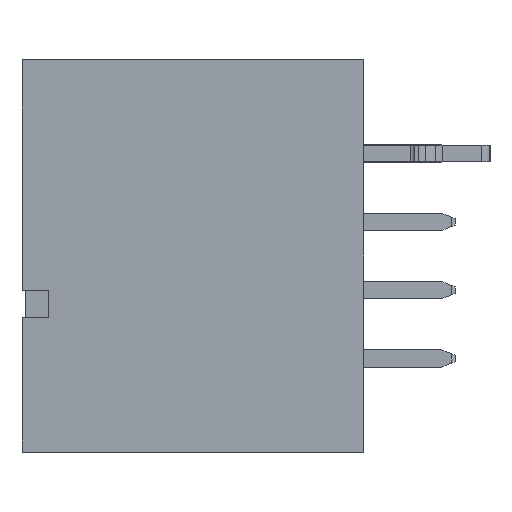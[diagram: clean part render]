
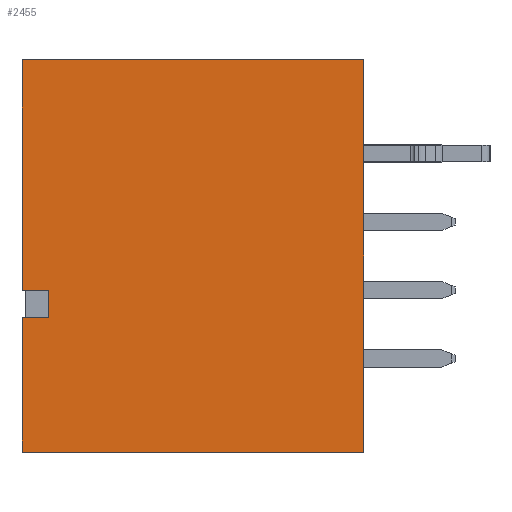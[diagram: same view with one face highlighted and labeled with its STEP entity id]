
A CAD part, left-side view. The second image highlights one B-rep face of the part: STEP entity #2455.
In plain terms, the highlighted planar face has unit normal (-1, 0, 0).
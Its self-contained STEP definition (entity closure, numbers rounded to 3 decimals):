
#2384=CARTESIAN_POINT('',(-11.43,8.255,-7.29));
#2385=DIRECTION('',(0.,-1.,0.));
#2386=DIRECTION('',(-1.,0.,0.));
#2387=AXIS2_PLACEMENT_3D('',#2384,#2386,#2385);
#2388=PLANE('',#2387);
#2389=CARTESIAN_POINT('',(-11.43,7.255,-2.275));
#2390=VERTEX_POINT('',#2389);
#2391=CARTESIAN_POINT('',(-11.43,8.255,-2.275));
#2392=VERTEX_POINT('',#2391);
#2393=CARTESIAN_POINT('',(-11.43,7.255,-2.275));
#2394=DIRECTION('',(0.,1.,0.));
#2395=VECTOR('',#2394,1.);
#2396=LINE('',#2393,#2395);
#2397=EDGE_CURVE('',#2390,#2392,#2396,.T.);
#2398=ORIENTED_EDGE('',*,*,#2397,.T.);
#2399=CARTESIAN_POINT('',(-11.43,8.255,-7.29));
#2400=VERTEX_POINT('',#2399);
#2401=CARTESIAN_POINT('',(-11.43,8.255,-2.275));
#2402=DIRECTION('',(0.,0.,-1.));
#2403=VECTOR('',#2402,5.015);
#2404=LINE('',#2401,#2403);
#2405=EDGE_CURVE('',#2392,#2400,#2404,.T.);
#2406=ORIENTED_EDGE('',*,*,#2405,.T.);
#2407=CARTESIAN_POINT('',(-11.43,-4.445,-7.29));
#2408=VERTEX_POINT('',#2407);
#2409=CARTESIAN_POINT('',(-11.43,8.255,-7.29));
#2410=DIRECTION('',(0.,-1.,0.));
#2411=VECTOR('',#2410,12.7);
#2412=LINE('',#2409,#2411);
#2413=EDGE_CURVE('',#2400,#2408,#2412,.T.);
#2414=ORIENTED_EDGE('',*,*,#2413,.T.);
#2415=CARTESIAN_POINT('',(-11.43,-4.445,7.29));
#2416=VERTEX_POINT('',#2415);
#2417=CARTESIAN_POINT('',(-11.43,-4.445,-7.29));
#2418=DIRECTION('',(0.,0.,1.));
#2419=VECTOR('',#2418,14.58);
#2420=LINE('',#2417,#2419);
#2421=EDGE_CURVE('',#2408,#2416,#2420,.T.);
#2422=ORIENTED_EDGE('',*,*,#2421,.T.);
#2423=CARTESIAN_POINT('',(-11.43,8.255,7.29));
#2424=VERTEX_POINT('',#2423);
#2425=CARTESIAN_POINT('',(-11.43,-4.445,7.29));
#2426=DIRECTION('',(0.,1.,0.));
#2427=VECTOR('',#2426,12.7);
#2428=LINE('',#2425,#2427);
#2429=EDGE_CURVE('',#2416,#2424,#2428,.T.);
#2430=ORIENTED_EDGE('',*,*,#2429,.T.);
#2431=CARTESIAN_POINT('',(-11.43,8.255,-1.275));
#2432=VERTEX_POINT('',#2431);
#2433=CARTESIAN_POINT('',(-11.43,8.255,7.29));
#2434=DIRECTION('',(0.,0.,-1.));
#2435=VECTOR('',#2434,8.565);
#2436=LINE('',#2433,#2435);
#2437=EDGE_CURVE('',#2424,#2432,#2436,.T.);
#2438=ORIENTED_EDGE('',*,*,#2437,.T.);
#2439=CARTESIAN_POINT('',(-11.43,7.255,-1.275));
#2440=VERTEX_POINT('',#2439);
#2441=CARTESIAN_POINT('',(-11.43,8.255,-1.275));
#2442=DIRECTION('',(0.,-1.,0.));
#2443=VECTOR('',#2442,1.);
#2444=LINE('',#2441,#2443);
#2445=EDGE_CURVE('',#2432,#2440,#2444,.T.);
#2446=ORIENTED_EDGE('',*,*,#2445,.T.);
#2447=CARTESIAN_POINT('',(-11.43,7.255,-1.275));
#2448=DIRECTION('',(0.,0.,-1.));
#2449=VECTOR('',#2448,1.);
#2450=LINE('',#2447,#2449);
#2451=EDGE_CURVE('',#2440,#2390,#2450,.T.);
#2452=ORIENTED_EDGE('',*,*,#2451,.T.);
#2453=EDGE_LOOP('',(#2398,#2406,#2414,#2422,#2430,#2438,#2446,#2452));
#2454=FACE_OUTER_BOUND('',#2453,.T.);
#2455=ADVANCED_FACE('',(#2454),#2388,.T.);
